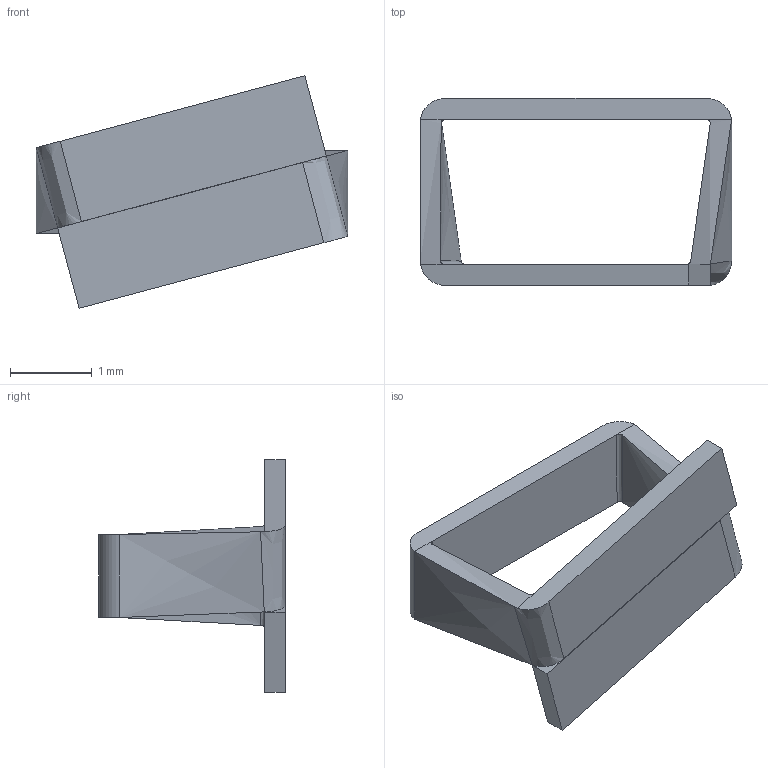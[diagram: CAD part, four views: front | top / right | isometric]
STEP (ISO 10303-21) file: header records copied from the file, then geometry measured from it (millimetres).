
FILE_DESCRIPTION(/* description */ ('Alibre Inc.'),/* implementation_level */ '2;1');
FILE_NAME(/* name */ 'export0',/* time_stamp */ '2011-03-21T10:05:43-07:00',/* author */ (''),/* organization */ (''),/* preprocessor_version */ 'ST-DEVELOPER v12',/* originating_system */ 'Alibre',/* authorisation */ '');
FILE_SCHEMA (('AUTOMOTIVE_DESIGN'));
Length unit declared in the file: inch
Bounding box: 3.81 x 2.29 x 2.85 mm (x, y, z)
Volume: 3.6 mm3; surface area: 35.7 mm2
Topology: 1 solids, 1 shells, 30 faces, 74 edges, 46 vertices
Faces by surface type: plane 14, bspline 14, cylinder 2
Entity records: 1281 total; most frequent: CARTESIAN_POINT 664, ORIENTED_EDGE 148, EDGE_CURVE 74, DIRECTION 72, VERTEX_POINT 46, VECTOR 42, LINE 42, EDGE_LOOP 30
